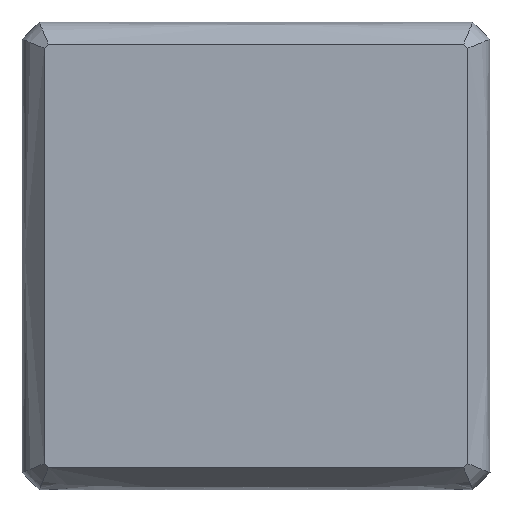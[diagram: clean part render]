
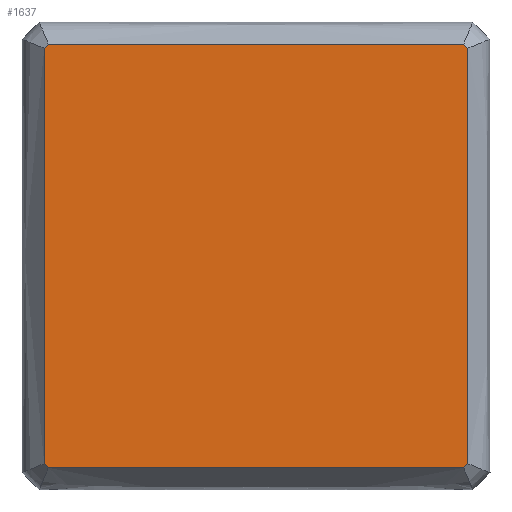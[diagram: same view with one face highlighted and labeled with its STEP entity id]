
A CAD part, top view. The second image highlights one B-rep face of the part: STEP entity #1637.
In plain terms, the highlighted planar face has unit normal (0, 0, -1).
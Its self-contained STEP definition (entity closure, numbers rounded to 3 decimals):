
#31 = DIRECTION ( 'NONE',  ( -0.707, 0.707, 0. ) ) ;
#38 = LINE ( 'NONE', #1581, #1947 ) ;
#57 = CARTESIAN_POINT ( 'NONE',  ( -89.215, -91., 0. ) ) ;
#85 = LINE ( 'NONE', #568, #898 ) ;
#158 = ORIENTED_EDGE ( 'NONE', *, *, #1478, .T. ) ;
#168 = ORIENTED_EDGE ( 'NONE', *, *, #1381, .T. ) ;
#170 = VERTEX_POINT ( 'NONE', #425 ) ;
#227 = CARTESIAN_POINT ( 'NONE',  ( -91., 89.215, 0. ) ) ;
#233 = CARTESIAN_POINT ( 'NONE',  ( -89.215, 91., 0. ) ) ;
#248 = VERTEX_POINT ( 'NONE', #1940 ) ;
#268 = ORIENTED_EDGE ( 'NONE', *, *, #1279, .T. ) ;
#272 = EDGE_LOOP ( 'NONE', ( #859, #268, #2006, #168, #1304, #579, #158, #1286 ) ) ;
#273 = LINE ( 'NONE', #693, #1882 ) ;
#295 = LINE ( 'NONE', #1657, #1067 ) ;
#335 = CARTESIAN_POINT ( 'NONE',  ( 91., -89.215, 0. ) ) ;
#348 = CARTESIAN_POINT ( 'NONE',  ( 89.215, -91., 0. ) ) ;
#377 = VERTEX_POINT ( 'NONE', #1099 ) ;
#384 = DIRECTION ( 'NONE',  ( 0.707, -0.707, 0. ) ) ;
#394 = LINE ( 'NONE', #348, #707 ) ;
#419 = VECTOR ( 'NONE', #1438, 1000. ) ;
#425 = CARTESIAN_POINT ( 'NONE',  ( -91., -89.215, 0. ) ) ;
#493 = VERTEX_POINT ( 'NONE', #57 ) ;
#506 = DIRECTION ( 'NONE',  ( -1., 0., 0. ) ) ;
#524 = CARTESIAN_POINT ( 'NONE',  ( 89.215, -91., 0. ) ) ;
#543 = DIRECTION ( 'NONE',  ( 1., 0., 0. ) ) ;
#558 = VERTEX_POINT ( 'NONE', #524 ) ;
#568 = CARTESIAN_POINT ( 'NONE',  ( 91., 89.215, 0. ) ) ;
#579 = ORIENTED_EDGE ( 'NONE', *, *, #1457, .T. ) ;
#586 = DIRECTION ( 'NONE',  ( -0.707, -0.707, 0. ) ) ;
#614 = DIRECTION ( 'NONE',  ( 0., 0., -1. ) ) ;
#687 = DIRECTION ( 'NONE',  ( 0.707, 0.707, 0. ) ) ;
#693 = CARTESIAN_POINT ( 'NONE',  ( 89.215, 91., 0. ) ) ;
#698 = CARTESIAN_POINT ( 'NONE',  ( 89.215, 91., 0. ) ) ;
#707 = VECTOR ( 'NONE', #506, 1000. ) ;
#728 = LINE ( 'NONE', #233, #1927 ) ;
#849 = CARTESIAN_POINT ( 'NONE',  ( 91., 89.215, 0. ) ) ;
#859 = ORIENTED_EDGE ( 'NONE', *, *, #1315, .T. ) ;
#867 = FACE_OUTER_BOUND ( 'NONE', #272, .T. ) ;
#898 = VECTOR ( 'NONE', #1795, 1000. ) ;
#919 = PLANE ( 'NONE',  #1969 ) ;
#942 = VERTEX_POINT ( 'NONE', #698 ) ;
#946 = VERTEX_POINT ( 'NONE', #849 ) ;
#1067 = VECTOR ( 'NONE', #586, 1000. ) ;
#1099 = CARTESIAN_POINT ( 'NONE',  ( -89.215, 91., 0. ) ) ;
#1145 = CARTESIAN_POINT ( 'NONE',  ( -91., -89.215, 0. ) ) ;
#1183 = LINE ( 'NONE', #227, #1974 ) ;
#1279 = EDGE_CURVE ( 'NONE', #493, #170, #38, .T. ) ;
#1286 = ORIENTED_EDGE ( 'NONE', *, *, #1520, .T. ) ;
#1304 = ORIENTED_EDGE ( 'NONE', *, *, #1425, .T. ) ;
#1315 = EDGE_CURVE ( 'NONE', #558, #493, #394, .T. ) ;
#1354 = EDGE_CURVE ( 'NONE', #170, #248, #1618, .T. ) ;
#1381 = EDGE_CURVE ( 'NONE', #248, #377, #1183, .T. ) ;
#1425 = EDGE_CURVE ( 'NONE', #377, #942, #728, .T. ) ;
#1438 = DIRECTION ( 'NONE',  ( 0., 1., 0. ) ) ;
#1457 = EDGE_CURVE ( 'NONE', #942, #946, #273, .T. ) ;
#1478 = EDGE_CURVE ( 'NONE', #946, #1786, #85, .T. ) ;
#1520 = EDGE_CURVE ( 'NONE', #1786, #558, #295, .T. ) ;
#1545 = CARTESIAN_POINT ( 'NONE',  ( 0., 0., 0. ) ) ;
#1581 = CARTESIAN_POINT ( 'NONE',  ( -89.215, -91., 0. ) ) ;
#1618 = LINE ( 'NONE', #1145, #419 ) ;
#1637 = ADVANCED_FACE ( 'NONE', ( #867 ), #919, .T. ) ;
#1657 = CARTESIAN_POINT ( 'NONE',  ( 91., -89.215, 0. ) ) ;
#1711 = DIRECTION ( 'NONE',  ( 0., 1., 0. ) ) ;
#1786 = VERTEX_POINT ( 'NONE', #335 ) ;
#1795 = DIRECTION ( 'NONE',  ( 0., -1., 0. ) ) ;
#1882 = VECTOR ( 'NONE', #384, 1000. ) ;
#1927 = VECTOR ( 'NONE', #543, 1000. ) ;
#1940 = CARTESIAN_POINT ( 'NONE',  ( -91., 89.215, 0. ) ) ;
#1947 = VECTOR ( 'NONE', #31, 1000. ) ;
#1969 = AXIS2_PLACEMENT_3D ( 'NONE', #1545, #614, #1711 ) ;
#1974 = VECTOR ( 'NONE', #687, 1000. ) ;
#2006 = ORIENTED_EDGE ( 'NONE', *, *, #1354, .T. ) ;
